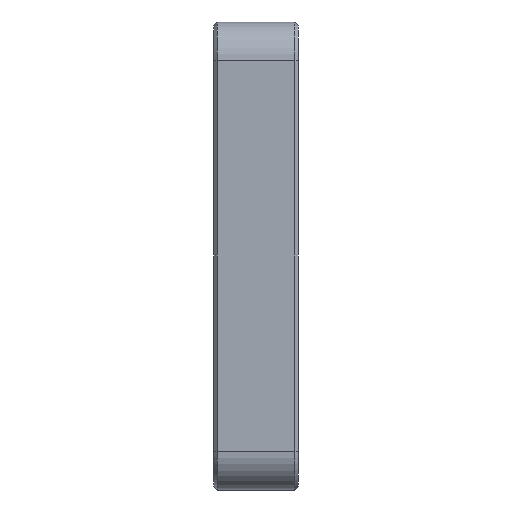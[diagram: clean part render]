
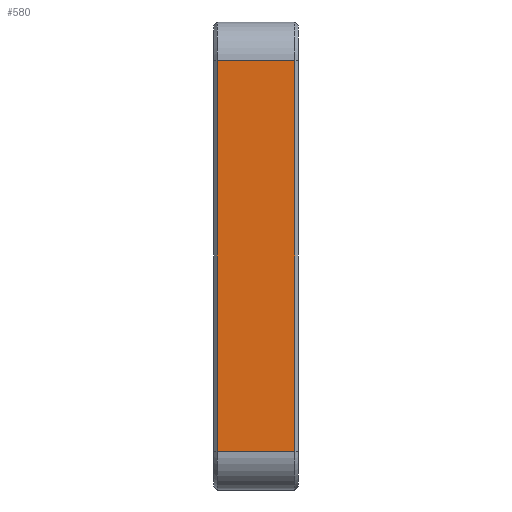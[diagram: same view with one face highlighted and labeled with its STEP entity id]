
A CAD part, left-side view. The second image highlights one B-rep face of the part: STEP entity #580.
In plain terms, the highlighted planar face has unit normal (-1, 0, 0).
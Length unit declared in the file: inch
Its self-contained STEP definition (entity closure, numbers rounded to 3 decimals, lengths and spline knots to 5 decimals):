
#79 = DIRECTION ( 'NONE',  ( 0., -1., 0. ) ) ;
#221 = ORIENTED_EDGE ( 'NONE', *, *, #1142, .T. ) ;
#248 = VECTOR ( 'NONE', #4528, 39.37008 ) ;
#353 = LINE ( 'NONE', #1823, #248 ) ;
#487 = LINE ( 'NONE', #4311, #1240 ) ;
#517 = VERTEX_POINT ( 'NONE', #4328 ) ;
#580 = ADVANCED_FACE ( 'NONE', ( #4993 ), #1173, .T. ) ;
#612 = LINE ( 'NONE', #4106, #3950 ) ;
#825 = CARTESIAN_POINT ( 'NONE',  ( -1.4175, -0.5118, 1.4175 ) ) ;
#1142 = EDGE_CURVE ( 'NONE', #4512, #1825, #353, .T. ) ;
#1173 = PLANE ( 'NONE',  #4618 ) ;
#1240 = VECTOR ( 'NONE', #79, 39.37008 ) ;
#1423 = CARTESIAN_POINT ( 'NONE',  ( -1.4175, -0.4918, -1.18128 ) ) ;
#1554 = DIRECTION ( 'NONE',  ( 0., 0., 1. ) ) ;
#1738 = DIRECTION ( 'NONE',  ( 0., 0., 1. ) ) ;
#1823 = CARTESIAN_POINT ( 'NONE',  ( -1.4175, -0.02, 1.4175 ) ) ;
#1825 = VERTEX_POINT ( 'NONE', #3050 ) ;
#1990 = EDGE_CURVE ( 'NONE', #2088, #517, #2138, .T. ) ;
#2053 = CARTESIAN_POINT ( 'NONE',  ( -1.4175, -0.02, 1.18128 ) ) ;
#2088 = VERTEX_POINT ( 'NONE', #1423 ) ;
#2138 = LINE ( 'NONE', #2446, #3806 ) ;
#2206 = EDGE_CURVE ( 'NONE', #1825, #2088, #487, .T. ) ;
#2446 = CARTESIAN_POINT ( 'NONE',  ( -1.4175, -0.4918, 1.18128 ) ) ;
#3050 = CARTESIAN_POINT ( 'NONE',  ( -1.4175, -0.02, -1.18128 ) ) ;
#3134 = ORIENTED_EDGE ( 'NONE', *, *, #1990, .T. ) ;
#3237 = ORIENTED_EDGE ( 'NONE', *, *, #2206, .T. ) ;
#3443 = EDGE_CURVE ( 'NONE', #517, #4512, #612, .T. ) ;
#3628 = DIRECTION ( 'NONE',  ( 0., 1., 0. ) ) ;
#3713 = EDGE_LOOP ( 'NONE', ( #3237, #3134, #3893, #221 ) ) ;
#3806 = VECTOR ( 'NONE', #1738, 39.37008 ) ;
#3893 = ORIENTED_EDGE ( 'NONE', *, *, #3443, .T. ) ;
#3950 = VECTOR ( 'NONE', #3628, 39.37008 ) ;
#4106 = CARTESIAN_POINT ( 'NONE',  ( -1.4175, -0.5118, 1.18128 ) ) ;
#4311 = CARTESIAN_POINT ( 'NONE',  ( -1.4175, -0.5118, -1.18128 ) ) ;
#4328 = CARTESIAN_POINT ( 'NONE',  ( -1.4175, -0.4918, 1.18128 ) ) ;
#4512 = VERTEX_POINT ( 'NONE', #2053 ) ;
#4528 = DIRECTION ( 'NONE',  ( 0., 0., -1. ) ) ;
#4618 = AXIS2_PLACEMENT_3D ( 'NONE', #825, #4696, #1554 ) ;
#4696 = DIRECTION ( 'NONE',  ( -1., 0., 0. ) ) ;
#4993 = FACE_OUTER_BOUND ( 'NONE', #3713, .T. ) ;
